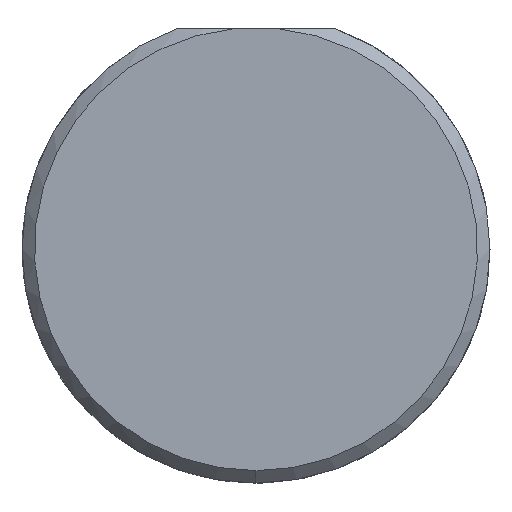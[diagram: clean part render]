
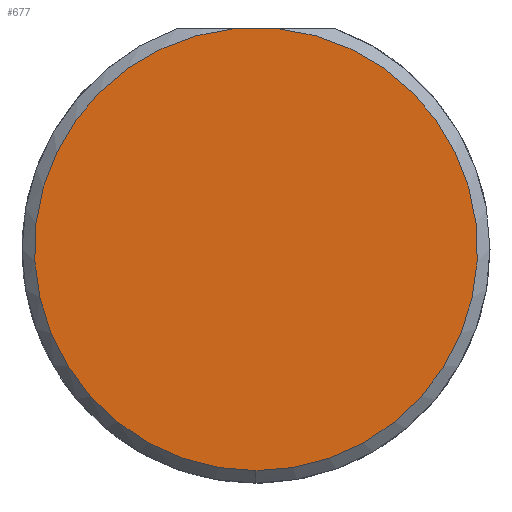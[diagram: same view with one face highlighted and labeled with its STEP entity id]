
A CAD part, left-side view. The second image highlights one B-rep face of the part: STEP entity #677.
In plain terms, the highlighted planar face has unit normal (-1, 0, 0).
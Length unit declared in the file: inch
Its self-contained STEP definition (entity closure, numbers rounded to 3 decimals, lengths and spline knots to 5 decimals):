
#28 = CIRCLE ( 'NONE', #198, 0.17735 ) ;
#70 = AXIS2_PLACEMENT_3D ( 'NONE', #161, #531, #799 ) ;
#75 = VERTEX_POINT ( 'NONE', #95 ) ;
#95 = CARTESIAN_POINT ( 'NONE',  ( 0., 0., -0.17735 ) ) ;
#122 = AXIS2_PLACEMENT_3D ( 'NONE', #793, #350, #797 ) ;
#154 = DIRECTION ( 'NONE',  ( 0., 1., 0. ) ) ;
#161 = CARTESIAN_POINT ( 'NONE',  ( 0., 0., 0. ) ) ;
#184 = CARTESIAN_POINT ( 'NONE',  ( 0., 0., 0. ) ) ;
#197 = EDGE_CURVE ( 'NONE', #561, #75, #237, .T. ) ;
#198 = AXIS2_PLACEMENT_3D ( 'NONE', #184, #238, #377 ) ;
#199 = ORIENTED_EDGE ( 'NONE', *, *, #719, .T. ) ;
#237 = CIRCLE ( 'NONE', #70, 0.17735 ) ;
#238 = DIRECTION ( 'NONE',  ( -1., 0., 0. ) ) ;
#289 = CARTESIAN_POINT ( 'NONE',  ( 0., -0.01881, 0.17635 ) ) ;
#339 = EDGE_LOOP ( 'NONE', ( #692, #723, #199 ) ) ;
#350 = DIRECTION ( 'NONE',  ( 1., 0., 0. ) ) ;
#354 = FACE_OUTER_BOUND ( 'NONE', #339, .T. ) ;
#377 = DIRECTION ( 'NONE',  ( 0., 0., -1. ) ) ;
#418 = CARTESIAN_POINT ( 'NONE',  ( 0., 0.18735, 0.17635 ) ) ;
#443 = VECTOR ( 'NONE', #154, 39.37008 ) ;
#531 = DIRECTION ( 'NONE',  ( -1., 0., 0. ) ) ;
#561 = VERTEX_POINT ( 'NONE', #587 ) ;
#587 = CARTESIAN_POINT ( 'NONE',  ( 0., 0.01881, 0.17635 ) ) ;
#588 = EDGE_CURVE ( 'NONE', #595, #561, #725, .T. ) ;
#595 = VERTEX_POINT ( 'NONE', #289 ) ;
#658 = PLANE ( 'NONE',  #122 ) ;
#677 = ADVANCED_FACE ( 'NONE', ( #354 ), #658, .F. ) ;
#692 = ORIENTED_EDGE ( 'NONE', *, *, #588, .T. ) ;
#719 = EDGE_CURVE ( 'NONE', #75, #595, #28, .T. ) ;
#723 = ORIENTED_EDGE ( 'NONE', *, *, #197, .T. ) ;
#725 = LINE ( 'NONE', #418, #443 ) ;
#793 = CARTESIAN_POINT ( 'NONE',  ( 0., 0., 0. ) ) ;
#797 = DIRECTION ( 'NONE',  ( 0., 0., -1. ) ) ;
#799 = DIRECTION ( 'NONE',  ( 0., 0., -1. ) ) ;
